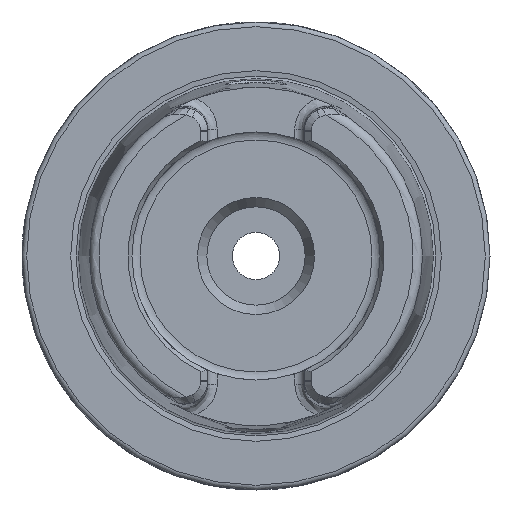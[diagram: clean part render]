
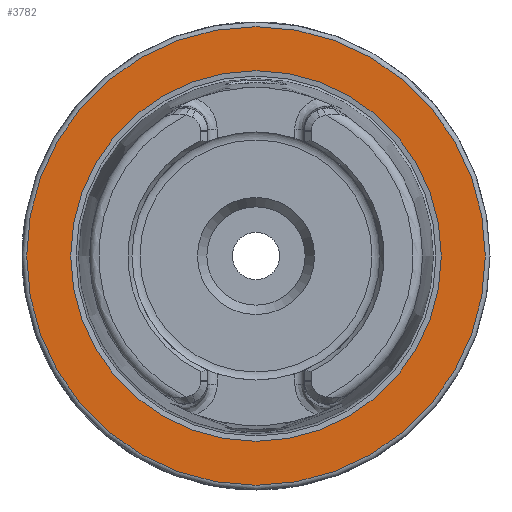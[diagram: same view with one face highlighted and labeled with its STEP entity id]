
A CAD part, left-side view. The second image highlights one B-rep face of the part: STEP entity #3782.
In plain terms, the highlighted planar face has unit normal (-1, 0, 0).
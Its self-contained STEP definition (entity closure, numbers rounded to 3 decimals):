
#150=FACE_BOUND('',#1163,.T.);
#341=PLANE('',#4125);
#943=FACE_OUTER_BOUND('',#1162,.T.);
#1162=EDGE_LOOP('',(#3354,#3355));
#1163=EDGE_LOOP('',(#3356,#3357));
#1366=CIRCLE('',#4123,39.587);
#1367=CIRCLE('',#4124,39.587);
#1368=CIRCLE('',#4126,49.);
#1369=CIRCLE('',#4127,49.);
#1749=VERTEX_POINT('',#9570);
#1750=VERTEX_POINT('',#9572);
#1751=VERTEX_POINT('',#9576);
#1752=VERTEX_POINT('',#9577);
#2302=EDGE_CURVE('',#1750,#1749,#1366,.T.);
#2303=EDGE_CURVE('',#1749,#1750,#1367,.T.);
#2304=EDGE_CURVE('',#1751,#1752,#1368,.T.);
#2305=EDGE_CURVE('',#1752,#1751,#1369,.T.);
#3354=ORIENTED_EDGE('',*,*,#2304,.F.);
#3355=ORIENTED_EDGE('',*,*,#2305,.F.);
#3356=ORIENTED_EDGE('',*,*,#2302,.T.);
#3357=ORIENTED_EDGE('',*,*,#2303,.T.);
#3782=ADVANCED_FACE('',(#943,#150),#341,.T.);
#4123=AXIS2_PLACEMENT_3D('',#9573,#4948,#4949);
#4124=AXIS2_PLACEMENT_3D('',#9574,#4950,#4951);
#4125=AXIS2_PLACEMENT_3D('',#9575,#4952,#4953);
#4126=AXIS2_PLACEMENT_3D('',#9578,#4954,#4955);
#4127=AXIS2_PLACEMENT_3D('',#9579,#4956,#4957);
#4948=DIRECTION('center_axis',(1.,0.,0.));
#4949=DIRECTION('ref_axis',(0.,0.,-1.));
#4950=DIRECTION('center_axis',(1.,0.,0.));
#4951=DIRECTION('ref_axis',(0.,0.,-1.));
#4952=DIRECTION('center_axis',(-1.,0.,0.));
#4953=DIRECTION('ref_axis',(0.,0.,1.));
#4954=DIRECTION('center_axis',(1.,0.,0.));
#4955=DIRECTION('ref_axis',(0.,0.,-1.));
#4956=DIRECTION('center_axis',(1.,0.,0.));
#4957=DIRECTION('ref_axis',(0.,0.,-1.));
#9570=CARTESIAN_POINT('',(0.,-39.587,0.));
#9572=CARTESIAN_POINT('',(0.,39.587,0.));
#9573=CARTESIAN_POINT('Origin',(0.,0.,0.));
#9574=CARTESIAN_POINT('Origin',(0.,0.,0.));
#9575=CARTESIAN_POINT('Origin',(0.,49.,
0.));
#9576=CARTESIAN_POINT('',(0.,49.,0.));
#9577=CARTESIAN_POINT('',(0.,0.,49.));
#9578=CARTESIAN_POINT('Origin',(0.,0.,0.));
#9579=CARTESIAN_POINT('Origin',(0.,0.,0.));
